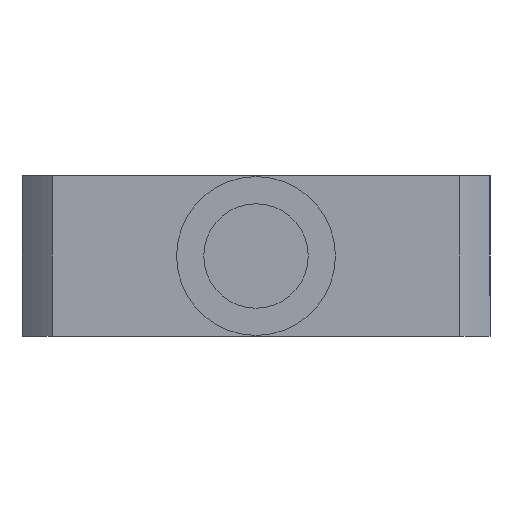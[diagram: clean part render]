
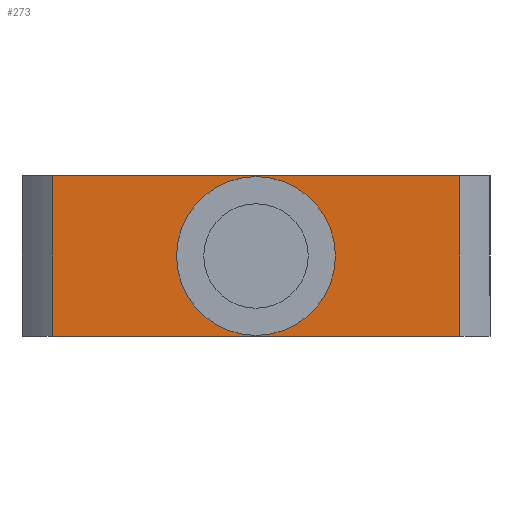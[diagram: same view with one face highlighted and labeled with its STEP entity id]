
A CAD part, left-side view. The second image highlights one B-rep face of the part: STEP entity #273.
In plain terms, the highlighted planar face has unit normal (-1, 0, 0).
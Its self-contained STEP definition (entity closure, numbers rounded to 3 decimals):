
#2 = CARTESIAN_POINT ( 'NONE',  ( -56., 0., 19.25 ) ) ;
#5 = DIRECTION ( 'NONE',  ( 0., 1., 0. ) ) ;
#22 = DIRECTION ( 'NONE',  ( -1., 0., 0. ) ) ;
#33 = AXIS2_PLACEMENT_3D ( 'NONE', #2, #22, #5 ) ;
#68 = EDGE_CURVE ( 'NONE', #534, #504, #1065, .T. ) ;
#110 = AXIS2_PLACEMENT_3D ( 'NONE', #517, #531, #530 ) ;
#143 = AXIS2_PLACEMENT_3D ( 'NONE', #756, #628, #611 ) ;
#146 = EDGE_CURVE ( 'NONE', #501, #511, #1009, .T. ) ;
#171 = EDGE_CURVE ( 'NONE', #504, #534, #1020, .T. ) ;
#195 = EDGE_CURVE ( 'NONE', #511, #522, #942, .T. ) ;
#202 = EDGE_CURVE ( 'NONE', #522, #486, #953, .T. ) ;
#233 = EDGE_CURVE ( 'NONE', #501, #486, #1222, .T. ) ;
#273 = ADVANCED_FACE ( 'NONE', ( #1303, #1296 ), #623, .F. ) ;
#328 = EDGE_LOOP ( 'NONE', ( #1120, #1122, #1119, #1140 ) ) ;
#418 = DIRECTION ( 'NONE',  ( 0., 0., 1. ) ) ;
#419 = CARTESIAN_POINT ( 'NONE',  ( -56., 48.755, 0. ) ) ;
#486 = VERTEX_POINT ( 'NONE', #738 ) ;
#501 = VERTEX_POINT ( 'NONE', #651 ) ;
#504 = VERTEX_POINT ( 'NONE', #619 ) ;
#511 = VERTEX_POINT ( 'NONE', #719 ) ;
#517 = CARTESIAN_POINT ( 'NONE',  ( -56., 0., 19.25 ) ) ;
#522 = VERTEX_POINT ( 'NONE', #721 ) ;
#530 = DIRECTION ( 'NONE',  ( 0., 1., 0. ) ) ;
#531 = DIRECTION ( 'NONE',  ( -1., 0., 0. ) ) ;
#534 = VERTEX_POINT ( 'NONE', #691 ) ;
#611 = DIRECTION ( 'NONE',  ( 0., 1., 0. ) ) ;
#613 = CARTESIAN_POINT ( 'NONE',  ( -56., -48.755, 0. ) ) ;
#619 = CARTESIAN_POINT ( 'NONE',  ( -56., 0., 0.25 ) ) ;
#623 = PLANE ( 'NONE',  #143 ) ;
#628 = DIRECTION ( 'NONE',  ( 1., 0., 0. ) ) ;
#641 = CARTESIAN_POINT ( 'NONE',  ( -56., 56., 38.5 ) ) ;
#642 = DIRECTION ( 'NONE',  ( 0., -1., 0. ) ) ;
#651 = CARTESIAN_POINT ( 'NONE',  ( -56., 48.755, 0. ) ) ;
#662 = DIRECTION ( 'NONE',  ( 0., 0., -1. ) ) ;
#691 = CARTESIAN_POINT ( 'NONE',  ( -56., 0., 38.25 ) ) ;
#719 = CARTESIAN_POINT ( 'NONE',  ( -56., 48.755, 38.5 ) ) ;
#721 = CARTESIAN_POINT ( 'NONE',  ( -56., -48.755, 38.5 ) ) ;
#738 = CARTESIAN_POINT ( 'NONE',  ( -56., -48.755, 0. ) ) ;
#756 = CARTESIAN_POINT ( 'NONE',  ( -56., 56., 38.5 ) ) ;
#839 = DIRECTION ( 'NONE',  ( 0., -1., 0. ) ) ;
#904 = CARTESIAN_POINT ( 'NONE',  ( -56., 56., 0. ) ) ;
#942 = LINE ( 'NONE', #641, #1019 ) ;
#952 = VECTOR ( 'NONE', #662, 1000. ) ;
#953 = LINE ( 'NONE', #613, #952 ) ;
#1006 = VECTOR ( 'NONE', #418, 1000. ) ;
#1009 = LINE ( 'NONE', #419, #1006 ) ;
#1019 = VECTOR ( 'NONE', #642, 1000. ) ;
#1020 = CIRCLE ( 'NONE', #33, 19. ) ;
#1065 = CIRCLE ( 'NONE', #110, 19. ) ;
#1089 = ORIENTED_EDGE ( 'NONE', *, *, #171, .F. ) ;
#1108 = ORIENTED_EDGE ( 'NONE', *, *, #68, .F. ) ;
#1119 = ORIENTED_EDGE ( 'NONE', *, *, #202, .F. ) ;
#1120 = ORIENTED_EDGE ( 'NONE', *, *, #146, .F. ) ;
#1122 = ORIENTED_EDGE ( 'NONE', *, *, #233, .T. ) ;
#1140 = ORIENTED_EDGE ( 'NONE', *, *, #195, .F. ) ;
#1149 = EDGE_LOOP ( 'NONE', ( #1089, #1108 ) ) ;
#1210 = VECTOR ( 'NONE', #839, 1000. ) ;
#1222 = LINE ( 'NONE', #904, #1210 ) ;
#1296 = FACE_BOUND ( 'NONE', #1149, .T. ) ;
#1303 = FACE_OUTER_BOUND ( 'NONE', #328, .T. ) ;
